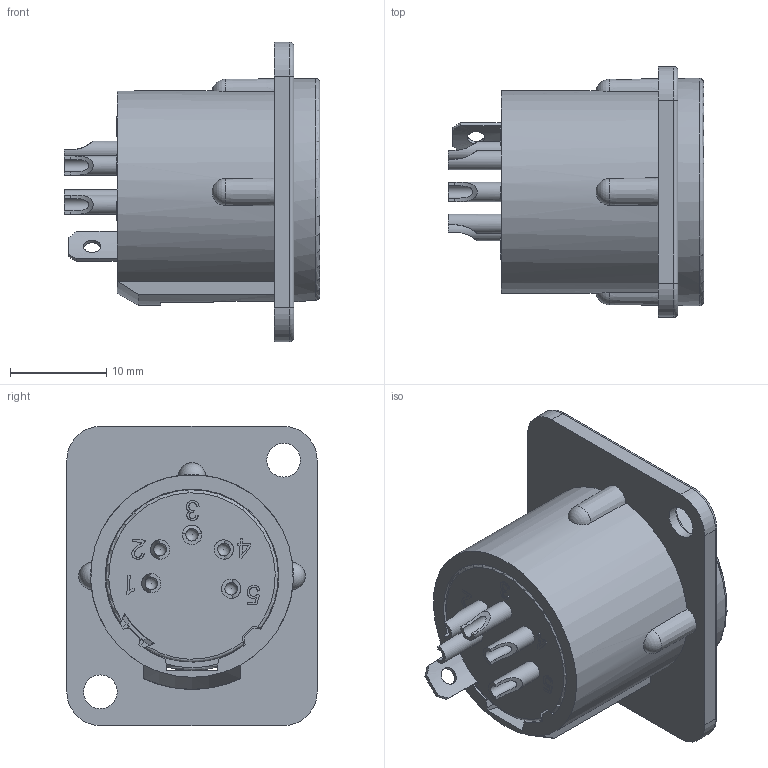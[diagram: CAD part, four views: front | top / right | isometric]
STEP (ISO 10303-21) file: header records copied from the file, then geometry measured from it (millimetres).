
FILE_DESCRIPTION(/* description */ (''),/* implementation_level */ '2;1');
FILE_NAME(/* name */ 'FC61955.stp',/* time_stamp */ '2025-04-29T10:55:09+01:00',/* author */ ('tottley'),/* organization */ (''),/* preprocessor_version */ 'ST-DEVELOPER v20',/* originating_system */ 'Autodesk Inventor 2025',/* authorisation */ '');
FILE_SCHEMA (('AUTOMOTIVE_DESIGN { 1 0 10303 214 3 1 1 }'));
Length unit declared in the file: millimetre
Products named in the file (1): FC61955
Bounding box: 26.5 x 25.94 x 31.02 mm (x, y, z)
Volume: 5040.5 mm3; surface area: 5808.7 mm2
Topology: 1 solids, 1 shells, 360 faces, 1065 edges, 693 vertices
Faces by surface type: plane 192, cylinder 98, bspline 38, sphere 13, torus 13, cone 6
Full cylindrical faces by diameter (mm): 1.3 x10, 1.8 x1, 2 x10, 3.5 x2, 5.8 x2, 16.1 x1
Entity records: 13659 total; most frequent: CARTESIAN_POINT 3778, ORIENTED_EDGE 2110, DIRECTION 1814, EDGE_CURVE 1055, VERTEX_POINT 693, AXIS2_PLACEMENT_3D 610, LINE 594, VECTOR 594
